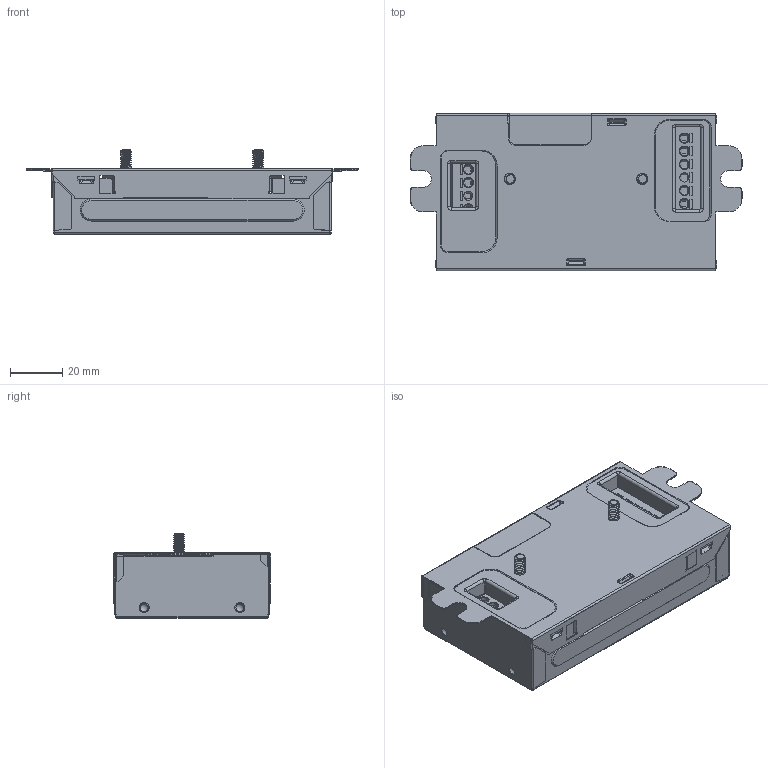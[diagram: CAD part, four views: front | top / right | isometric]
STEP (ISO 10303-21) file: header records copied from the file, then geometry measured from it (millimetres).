
FILE_DESCRIPTION(/* description */ (''),/* implementation_level */ '2;1');
FILE_NAME(/* name */ 'Bottom Entry model.stp',/* time_stamp */ '2020-05-07T15:00:48+08:00',/* author */ ('cnh69992'),/* organization */ (''),/* preprocessor_version */ 'ST-DEVELOPER v16.5',/* originating_system */ 'Autodesk Inventor 2017',/* authorisation */ '');
FILE_SCHEMA (('AUTOMOTIVE_DESIGN { 1 0 10303 214 3 1 1 }'));
Length unit declared in the file: millimetre
Products named in the file (7): Bottom Entry model; 442240920071-B; 442240920091; 443526510121-1; CONNECTOR_ODD_WAGO253-6P_V1_12-05-15_13; NFC-Plate-P2; Connector Insulator 3P
Assembly tree (7 placements, depth 2):
  Bottom Entry model
    442240920071-B
    442240920091
    CONNECTOR_ODD_WAGO253-6P_V1_12-05-15_13  x2
    443526510121-1
    NFC-Plate-P2
    Connector Insulator 3P
Bounding box: 126.6 x 59.96 x 32.11 mm (x, y, z)
Volume: 17883.2 mm3; surface area: 56199.4 mm2
Topology: 6 solids, 7 shells, 1790 faces, 4767 edges, 3098 vertices
Faces by surface type: plane 1168, cylinder 319, bspline 211, cone 56, torus 24, sphere 12
Full cylindrical faces by diameter (mm): 3 x4, 3.5 x24, 4.14 x2, 4.74 x2
Entity records: 51606 total; most frequent: CARTESIAN_POINT 14888, ORIENTED_EDGE 7776, DIRECTION 6976, EDGE_CURVE 3888, LINE 2952, VECTOR 2952, VERTEX_POINT 2516, AXIS2_PLACEMENT_3D 2012
